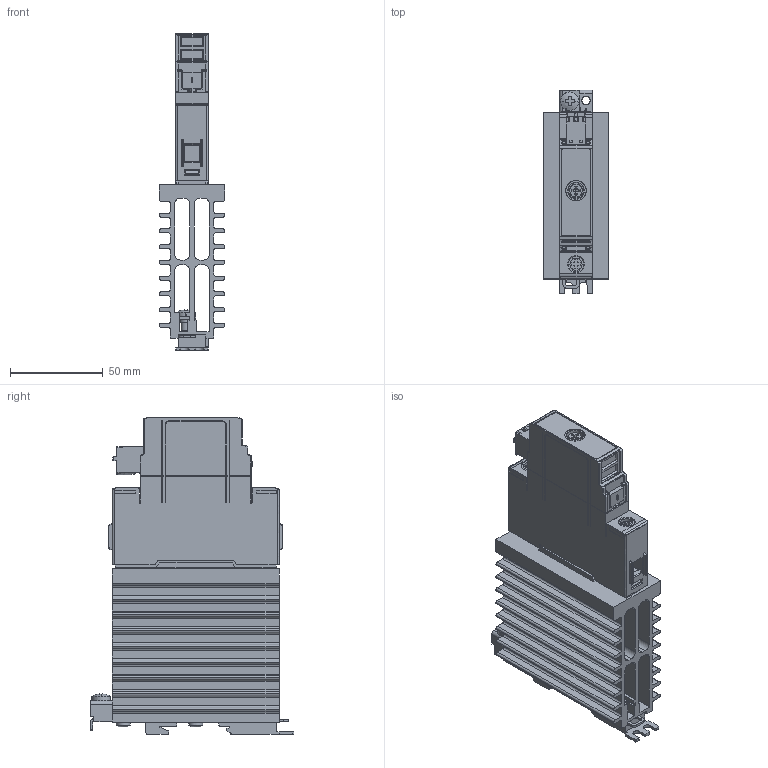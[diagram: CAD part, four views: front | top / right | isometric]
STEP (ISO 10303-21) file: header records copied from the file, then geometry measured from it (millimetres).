
FILE_DESCRIPTION((''),'2;1');
FILE_NAME('CGI1510-00.stp','2019-09-11T13:40:03',(''),(''),'Mechanical Desktop 2011','Mechanical Desktop 2011',', , ');
FILE_SCHEMA(('AUTOMOTIVE_DESIGN { 1 2 10303 214 1 1 1 1 }'));
Length unit declared in the file: millimetre
Products named in the file (2): Product; CGI1510-00-3D
Bounding box: 35.4 x 110 x 171.1 mm (x, y, z)
Volume: 218971.3 mm3; surface area: 90631.4 mm2
Topology: 1 solids, 2 shells, 1272 faces, 3521 edges, 2265 vertices
Faces by surface type: bspline 554, plane 336, cylinder 291, sphere 56, cone 18, torus 17
Entity records: 48913 total; most frequent: CARTESIAN_POINT 17513, ORIENTED_EDGE 6990, DIRECTION 6004, EDGE_CURVE 3495, VERTEX_POINT 2265, VECTOR 2198, LINE 2198, AXIS2_PLACEMENT_3D 1903
